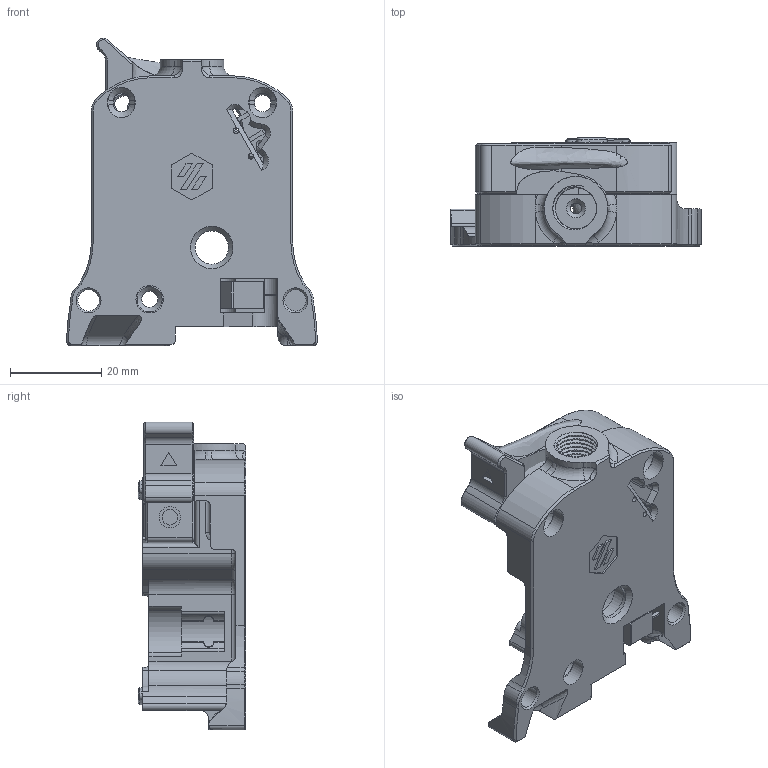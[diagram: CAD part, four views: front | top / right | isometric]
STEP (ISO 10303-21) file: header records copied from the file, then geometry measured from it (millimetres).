
FILE_DESCRIPTION(/* description */ (''),/* implementation_level */ '2;1');
FILE_NAME(/* name */ 'AboveAndBelowGears_.step',/* time_stamp */ '2021-02-07T15:20:21+01:00',/* author */ (''),/* organization */ (''),/* preprocessor_version */ 'ST-DEVELOPER v18.1',/* originating_system */ 'Autodesk Translation Framework v9.7.1.1290',/* authorisation */ '');
FILE_SCHEMA (('AUTOMOTIVE_DESIGN { 1 0 10303 214 3 1 1 }'));
Length unit declared in the file: millimetre
Products named in the file (10): (Unsaved); Omron_D2F_AboveGears; SteelBall_Above; Omron_D2F_Bottom; SteelBall Bottom; MainBody DoubleSensor; GuidlerMod; latch shuttle (1) (1); InternalCover; LatchMod
Assembly tree (9 placements, depth 3):
  (Unsaved)
    Omron_D2F_AboveGears
    SteelBall_Above
    Omron_D2F_Bottom
    SteelBall Bottom
    MainBody DoubleSensor
    GuidlerMod
      latch shuttle (1) (1)
    InternalCover
    LatchMod
Bounding box: 55.02 x 23.7 x 67.6 mm (x, y, z)
Volume: 31016 mm3; surface area: 19208.8 mm2
Topology: 10 solids, 12 shells, 718 faces, 1844 edges, 1157 vertices
Faces by surface type: plane 295, cylinder 229, cone 138, bspline 25, torus 21, sphere 10
Full cylindrical faces by diameter (mm): 1.2 x2, 1.5 x4, 2 x2, 2.4 x2, 3 x1, 3.4 x1, 3.5 x1, 4 x1, 4.2 x1, 4.4 x1, 4.7 x4, 4.8 x1, 6 x1, 7.3 x1, 7.4 x1, 8.2 x1, 9.036 x6, 10.147 x7
Entity records: 29975 total; most frequent: CARTESIAN_POINT 12055, DIRECTION 3730, ORIENTED_EDGE 3670, EDGE_CURVE 1835, AXIS2_PLACEMENT_3D 1365, VERTEX_POINT 1161, LINE 1000, VECTOR 1000
